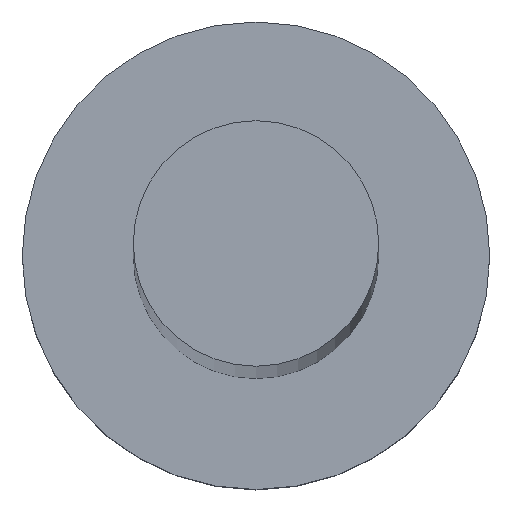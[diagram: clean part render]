
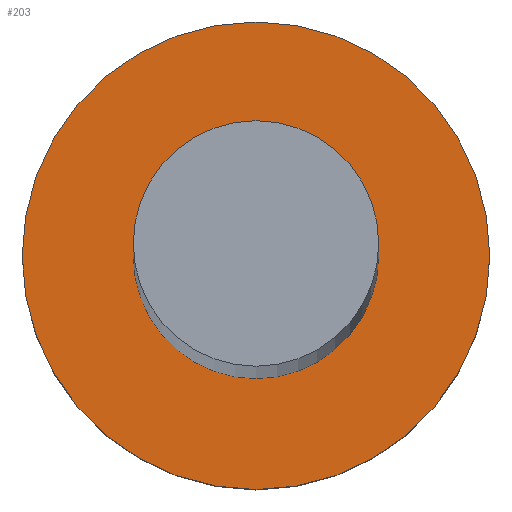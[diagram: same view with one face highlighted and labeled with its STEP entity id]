
A CAD part, top view. The second image highlights one B-rep face of the part: STEP entity #203.
In plain terms, the highlighted planar face has unit normal (0, 0, 1).
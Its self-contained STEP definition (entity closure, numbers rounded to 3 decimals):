
#4 = ORIENTED_EDGE ( 'NONE', *, *, #127, .T. ) ;
#8 = CIRCLE ( 'NONE', #43, 2.1 ) ;
#15 = PLANE ( 'NONE',  #93 ) ;
#18 = FACE_BOUND ( 'NONE', #78, .T. ) ;
#35 = CARTESIAN_POINT ( 'NONE',  ( 0., 0., 4. ) ) ;
#43 = AXIS2_PLACEMENT_3D ( 'NONE', #130, #225, #89 ) ;
#58 = CIRCLE ( 'NONE', #156, 4. ) ;
#60 = VERTEX_POINT ( 'NONE', #160 ) ;
#63 = CARTESIAN_POINT ( 'NONE',  ( -4., 0., 4. ) ) ;
#67 = CARTESIAN_POINT ( 'NONE',  ( 0., 0., 4. ) ) ;
#74 = AXIS2_PLACEMENT_3D ( 'NONE', #105, #126, #205 ) ;
#78 = EDGE_LOOP ( 'NONE', ( #202, #196 ) ) ;
#83 = VERTEX_POINT ( 'NONE', #157 ) ;
#84 = VERTEX_POINT ( 'NONE', #219 ) ;
#88 = DIRECTION ( 'NONE',  ( 0., 0., 1. ) ) ;
#89 = DIRECTION ( 'NONE',  ( 1., 0., 0. ) ) ;
#90 = CARTESIAN_POINT ( 'NONE',  ( 0., 0., 4. ) ) ;
#93 = AXIS2_PLACEMENT_3D ( 'NONE', #90, #94, #164 ) ;
#94 = DIRECTION ( 'NONE',  ( 0., 0., 1. ) ) ;
#102 = VERTEX_POINT ( 'NONE', #63 ) ;
#105 = CARTESIAN_POINT ( 'NONE',  ( 0., 0., 4. ) ) ;
#118 = ORIENTED_EDGE ( 'NONE', *, *, #166, .T. ) ;
#121 = EDGE_CURVE ( 'NONE', #60, #84, #186, .T. ) ;
#126 = DIRECTION ( 'NONE',  ( 0., 0., 1. ) ) ;
#127 = EDGE_CURVE ( 'NONE', #83, #102, #143, .T. ) ;
#128 = FACE_OUTER_BOUND ( 'NONE', #172, .T. ) ;
#130 = CARTESIAN_POINT ( 'NONE',  ( 0., 0., 4. ) ) ;
#143 = CIRCLE ( 'NONE', #208, 4. ) ;
#156 = AXIS2_PLACEMENT_3D ( 'NONE', #67, #88, #187 ) ;
#157 = CARTESIAN_POINT ( 'NONE',  ( 4., 0., 4. ) ) ;
#160 = CARTESIAN_POINT ( 'NONE',  ( -2.1, 0., 4. ) ) ;
#164 = DIRECTION ( 'NONE',  ( 1., 0., 0. ) ) ;
#166 = EDGE_CURVE ( 'NONE', #102, #83, #58, .T. ) ;
#172 = EDGE_LOOP ( 'NONE', ( #118, #4 ) ) ;
#184 = DIRECTION ( 'NONE',  ( 0., 0., 1. ) ) ;
#186 = CIRCLE ( 'NONE', #74, 2.1 ) ;
#187 = DIRECTION ( 'NONE',  ( 1., 0., 0. ) ) ;
#196 = ORIENTED_EDGE ( 'NONE', *, *, #244, .F. ) ;
#202 = ORIENTED_EDGE ( 'NONE', *, *, #121, .F. ) ;
#203 = ADVANCED_FACE ( 'NONE', ( #18, #128 ), #15, .T. ) ;
#205 = DIRECTION ( 'NONE',  ( 1., 0., 0. ) ) ;
#208 = AXIS2_PLACEMENT_3D ( 'NONE', #35, #184, #221 ) ;
#219 = CARTESIAN_POINT ( 'NONE',  ( 2.1, 0., 4. ) ) ;
#221 = DIRECTION ( 'NONE',  ( 1., 0., 0. ) ) ;
#225 = DIRECTION ( 'NONE',  ( 0., 0., 1. ) ) ;
#244 = EDGE_CURVE ( 'NONE', #84, #60, #8, .T. ) ;
